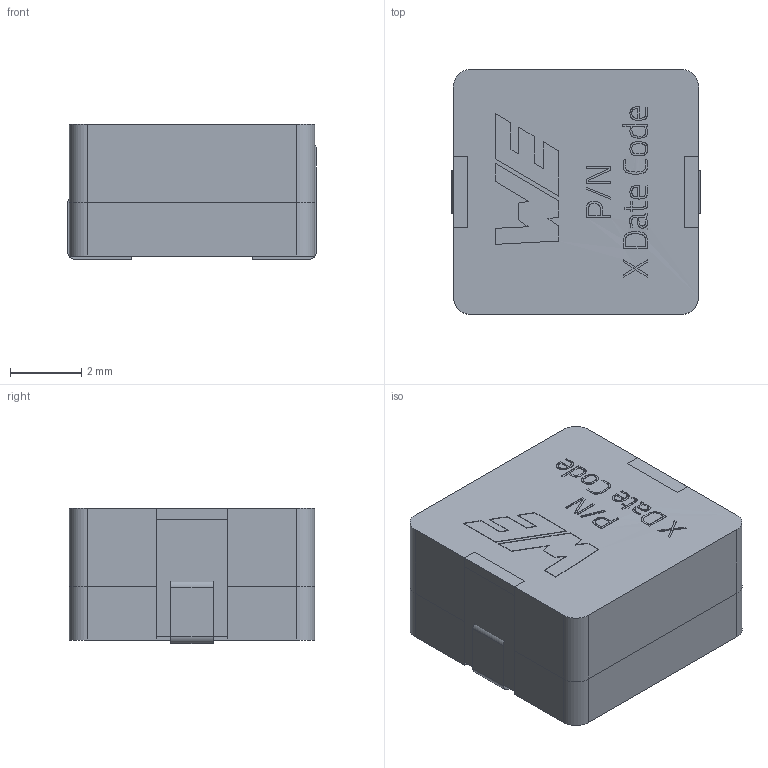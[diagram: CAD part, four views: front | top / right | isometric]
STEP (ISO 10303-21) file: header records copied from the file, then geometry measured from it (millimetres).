
FILE_DESCRIPTION(/* description */ ('Unknown'),/* implementation_level */ '2;1');
FILE_NAME(/* name */ 'L_Wurth_WE-HCIA-7040',/* time_stamp */ '2025-12-18T14:52:22+08:00',/* author */ ('Unknown'),/* organization */ ('Unknown'),/* preprocessor_version */ 'ST-DEVELOPER v19.4',/* originating_system */ 'Solid Edge',/* authorisation */ 'Unknown');
FILE_SCHEMA (('AUTOMOTIVE_DESIGN {1 0 10303 214 3 1 1}'));
Length unit declared in the file: millimetre
Products named in the file (2): L_Wurth_WE-HCIA-7040
Assembly tree (1 placements, depth 2):
  L_Wurth_WE-HCIA-7040
    L_Wurth_WE-HCIA-7040
Bounding box: 7 x 6.9 x 3.8 mm (x, y, z)
Volume: 159.6 mm3; surface area: 649 mm2
Topology: 5 solids, 5 shells, 229 faces, 592 edges, 391 vertices
Faces by surface type: plane 178, cylinder 28, bspline 23
Full cylindrical faces by diameter (mm): 2.5 x1
Entity records: 9722 total; most frequent: CARTESIAN_POINT 3238, ORIENTED_EDGE 1178, DIRECTION 805, EDGE_CURVE 589, VERTEX_POINT 391, LINE 309, VECTOR 309, EDGE_LOOP 254
